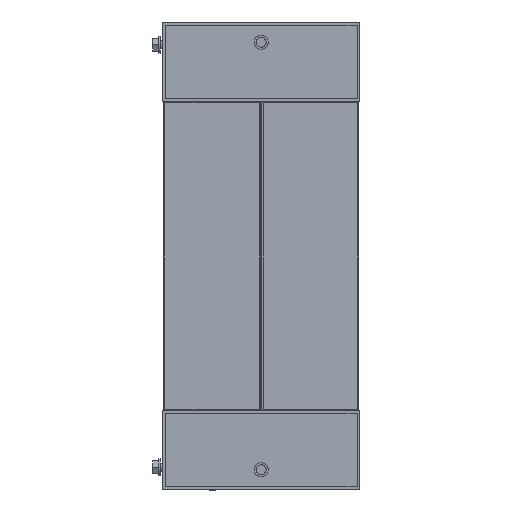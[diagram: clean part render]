
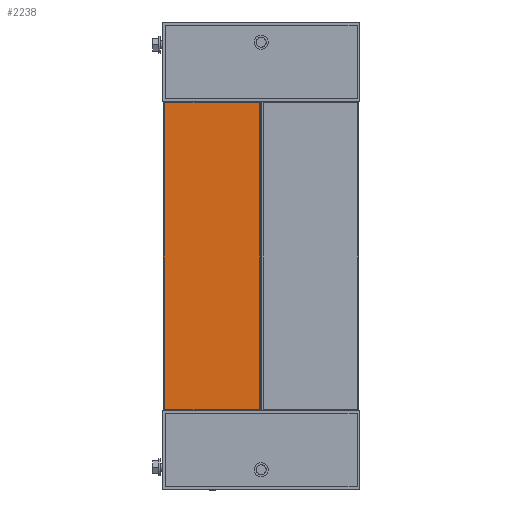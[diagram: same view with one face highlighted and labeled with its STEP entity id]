
A CAD part, left-side view. The second image highlights one B-rep face of the part: STEP entity #2238.
In plain terms, the highlighted planar face has unit normal (-1, 0, 0).
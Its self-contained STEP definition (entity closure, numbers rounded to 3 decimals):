
#266 = ORIENTED_EDGE ( 'NONE', *, *, #14126, .T. ) ;
#1004 = CARTESIAN_POINT ( 'NONE',  ( 0., -99.5, 395. ) ) ;
#1594 = VECTOR ( 'NONE', #3704, 1000. ) ;
#2068 = DIRECTION ( 'NONE',  ( -1., 0., 0. ) ) ;
#2156 = FACE_OUTER_BOUND ( 'NONE', #9671, .T. ) ;
#2238 = ADVANCED_FACE ( 'NONE', ( #2156 ), #7850, .T. ) ;
#2846 = VERTEX_POINT ( 'NONE', #6885 ) ;
#3248 = VERTEX_POINT ( 'NONE', #17259 ) ;
#3704 = DIRECTION ( 'NONE',  ( 0., 0., -1. ) ) ;
#4394 = LINE ( 'NONE', #10112, #5821 ) ;
#4652 = EDGE_CURVE ( 'NONE', #2846, #3248, #5408, .T. ) ;
#4818 = LINE ( 'NONE', #14378, #7696 ) ;
#5401 = ORIENTED_EDGE ( 'NONE', *, *, #11059, .T. ) ;
#5408 = LINE ( 'NONE', #1004, #7363 ) ;
#5821 = VECTOR ( 'NONE', #15832, 1000. ) ;
#6416 = CARTESIAN_POINT ( 'NONE',  ( 0., -0.5, 395. ) ) ;
#6885 = CARTESIAN_POINT ( 'NONE',  ( 0., -99.5, 395. ) ) ;
#7363 = VECTOR ( 'NONE', #8191, 1000. ) ;
#7696 = VECTOR ( 'NONE', #10446, 1000. ) ;
#7840 = EDGE_CURVE ( 'NONE', #18005, #2846, #4394, .T. ) ;
#7850 = PLANE ( 'NONE',  #17354 ) ;
#8191 = DIRECTION ( 'NONE',  ( 0., 1., 0. ) ) ;
#9311 = CARTESIAN_POINT ( 'NONE',  ( 0., -99.5, 80. ) ) ;
#9671 = EDGE_LOOP ( 'NONE', ( #14014, #5401, #266, #18311 ) ) ;
#10112 = CARTESIAN_POINT ( 'NONE',  ( 0., -99.5, 395. ) ) ;
#10446 = DIRECTION ( 'NONE',  ( 0., -1., 0. ) ) ;
#10864 = DIRECTION ( 'NONE',  ( 0., 0., 1. ) ) ;
#11059 = EDGE_CURVE ( 'NONE', #3248, #18458, #12230, .T. ) ;
#11347 = CARTESIAN_POINT ( 'NONE',  ( 0., -0.5, 80. ) ) ;
#12230 = LINE ( 'NONE', #6416, #1594 ) ;
#14014 = ORIENTED_EDGE ( 'NONE', *, *, #4652, .T. ) ;
#14126 = EDGE_CURVE ( 'NONE', #18458, #18005, #4818, .T. ) ;
#14378 = CARTESIAN_POINT ( 'NONE',  ( 0., -99.5, 80. ) ) ;
#14886 = CARTESIAN_POINT ( 'NONE',  ( 0., 0., 0. ) ) ;
#15832 = DIRECTION ( 'NONE',  ( 0., 0., 1. ) ) ;
#17259 = CARTESIAN_POINT ( 'NONE',  ( 0., -0.5, 395. ) ) ;
#17354 = AXIS2_PLACEMENT_3D ( 'NONE', #14886, #2068, #10864 ) ;
#18005 = VERTEX_POINT ( 'NONE', #9311 ) ;
#18311 = ORIENTED_EDGE ( 'NONE', *, *, #7840, .T. ) ;
#18458 = VERTEX_POINT ( 'NONE', #11347 ) ;
